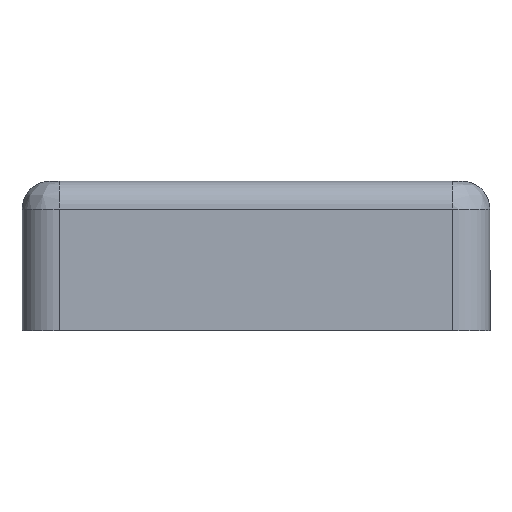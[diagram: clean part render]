
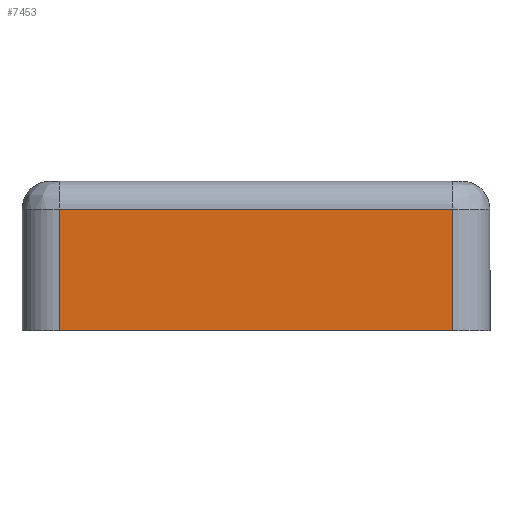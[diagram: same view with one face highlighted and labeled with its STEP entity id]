
A CAD part, left-side view. The second image highlights one B-rep face of the part: STEP entity #7453.
In plain terms, the highlighted planar face has unit normal (-1, 0, 0).
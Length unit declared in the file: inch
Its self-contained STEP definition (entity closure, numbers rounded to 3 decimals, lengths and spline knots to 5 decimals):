
#408 = LINE ( 'NONE', #8436, #5988 ) ;
#428 = ORIENTED_EDGE ( 'NONE', *, *, #7713, .F. ) ;
#932 = EDGE_CURVE ( 'NONE', #8486, #5376, #4209, .T. ) ;
#1359 = VECTOR ( 'NONE', #3690, 39.37008 ) ;
#1366 = AXIS2_PLACEMENT_3D ( 'NONE', #8151, #8134, #8129 ) ;
#1587 = CARTESIAN_POINT ( 'NONE',  ( -1.9685, -0.82677, 0. ) ) ;
#1744 = CARTESIAN_POINT ( 'NONE',  ( -1.9685, 0.82677, 0.62992 ) ) ;
#2260 = ORIENTED_EDGE ( 'NONE', *, *, #7425, .F. ) ;
#2403 = VERTEX_POINT ( 'NONE', #6935 ) ;
#2441 = VECTOR ( 'NONE', #8617, 39.37008 ) ;
#2686 = VERTEX_POINT ( 'NONE', #3992 ) ;
#3312 = LINE ( 'NONE', #1744, #1359 ) ;
#3511 = VECTOR ( 'NONE', #7182, 39.37008 ) ;
#3690 = DIRECTION ( 'NONE',  ( 0., 0., 1. ) ) ;
#3992 = CARTESIAN_POINT ( 'NONE',  ( -1.9685, -0.82677, 0.51181 ) ) ;
#4209 = LINE ( 'NONE', #8599, #2441 ) ;
#4888 = FACE_OUTER_BOUND ( 'NONE', #7206, .T. ) ;
#5376 = VERTEX_POINT ( 'NONE', #6136 ) ;
#5446 = LINE ( 'NONE', #7221, #3511 ) ;
#5934 = EDGE_CURVE ( 'NONE', #5376, #2403, #3312, .T. ) ;
#5951 = ORIENTED_EDGE ( 'NONE', *, *, #932, .F. ) ;
#5988 = VECTOR ( 'NONE', #8425, 39.37008 ) ;
#6136 = CARTESIAN_POINT ( 'NONE',  ( -1.9685, 0.82677, 0. ) ) ;
#6619 = ORIENTED_EDGE ( 'NONE', *, *, #5934, .F. ) ;
#6935 = CARTESIAN_POINT ( 'NONE',  ( -1.9685, 0.82677, 0.51181 ) ) ;
#7182 = DIRECTION ( 'NONE',  ( 0., -1., 0. ) ) ;
#7206 = EDGE_LOOP ( 'NONE', ( #428, #6619, #5951, #2260 ) ) ;
#7221 = CARTESIAN_POINT ( 'NONE',  ( -1.9685, -0.98425, 0.51181 ) ) ;
#7425 = EDGE_CURVE ( 'NONE', #2686, #8486, #408, .T. ) ;
#7453 = ADVANCED_FACE ( 'NONE', ( #4888 ), #8306, .F. ) ;
#7713 = EDGE_CURVE ( 'NONE', #2403, #2686, #5446, .T. ) ;
#8129 = DIRECTION ( 'NONE',  ( 0., 0., -1. ) ) ;
#8134 = DIRECTION ( 'NONE',  ( 1., 0., 0. ) ) ;
#8151 = CARTESIAN_POINT ( 'NONE',  ( -1.9685, 0.98425, 0.62992 ) ) ;
#8306 = PLANE ( 'NONE',  #1366 ) ;
#8425 = DIRECTION ( 'NONE',  ( 0., 0., -1. ) ) ;
#8436 = CARTESIAN_POINT ( 'NONE',  ( -1.9685, -0.82677, 0.62992 ) ) ;
#8486 = VERTEX_POINT ( 'NONE', #1587 ) ;
#8599 = CARTESIAN_POINT ( 'NONE',  ( -1.9685, 0.98425, 0. ) ) ;
#8617 = DIRECTION ( 'NONE',  ( 0., 1., 0. ) ) ;
